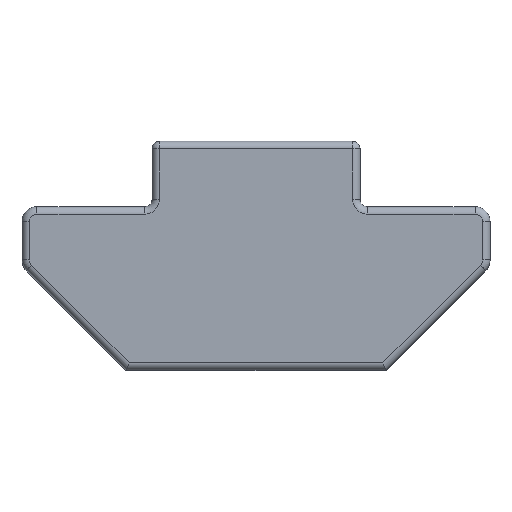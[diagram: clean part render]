
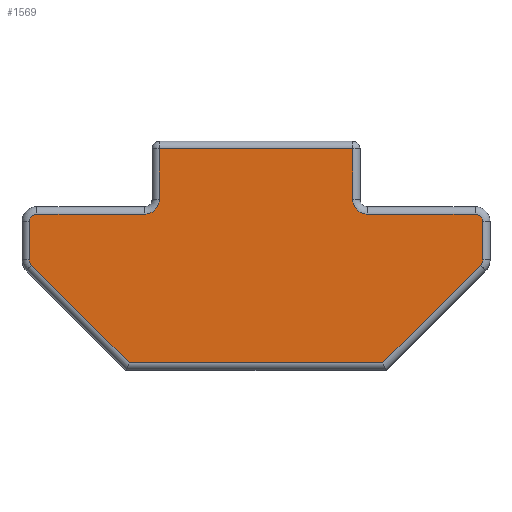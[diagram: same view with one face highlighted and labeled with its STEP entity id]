
A CAD part, top view. The second image highlights one B-rep face of the part: STEP entity #1569.
In plain terms, the highlighted planar face has unit normal (0, 0, 1).
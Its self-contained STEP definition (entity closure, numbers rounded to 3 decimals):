
#2 = VERTEX_POINT ( 'NONE', #485 ) ;
#3 = CIRCLE ( 'NONE', #328, 0.25 ) ;
#21 = EDGE_CURVE ( 'NONE', #2, #939, #971, .T. ) ;
#26 = CARTESIAN_POINT ( 'NONE',  ( -7.625, 3.707, 5. ) ) ;
#33 = EDGE_CURVE ( 'NONE', #1033, #1195, #1203, .T. ) ;
#49 = LINE ( 'NONE', #323, #794 ) ;
#54 = VERTEX_POINT ( 'NONE', #86 ) ;
#66 = DIRECTION ( 'NONE',  ( 0., 1., 0. ) ) ;
#79 = CIRCLE ( 'NONE', #1643, 0.5 ) ;
#80 = EDGE_CURVE ( 'NONE', #1039, #606, #1506, .T. ) ;
#86 = CARTESIAN_POINT ( 'NONE',  ( 3.25, 5.75, 5. ) ) ;
#91 = DIRECTION ( 'NONE',  ( 1., 0., 0. ) ) ;
#95 = ORIENTED_EDGE ( 'NONE', *, *, #1368, .T. ) ;
#96 = VECTOR ( 'NONE', #928, 1000. ) ;
#106 = FACE_OUTER_BOUND ( 'NONE', #867, .T. ) ;
#107 = CARTESIAN_POINT ( 'NONE',  ( 7.552, 3.53, 5. ) ) ;
#112 = DIRECTION ( 'NONE',  ( 0., 0., 1. ) ) ;
#121 = VERTEX_POINT ( 'NONE', #1279 ) ;
#132 = EDGE_CURVE ( 'NONE', #1523, #730, #3, .T. ) ;
#147 = CARTESIAN_POINT ( 'NONE',  ( 7.552, 3.53, 5. ) ) ;
#159 = LINE ( 'NONE', #107, #901 ) ;
#183 = LINE ( 'NONE', #945, #1525 ) ;
#225 = ORIENTED_EDGE ( 'NONE', *, *, #434, .T. ) ;
#233 = CARTESIAN_POINT ( 'NONE',  ( 7.375, 5., 5. ) ) ;
#236 = CIRCLE ( 'NONE', #1194, 0.25 ) ;
#244 = ORIENTED_EDGE ( 'NONE', *, *, #412, .T. ) ;
#250 = ORIENTED_EDGE ( 'NONE', *, *, #994, .T. ) ;
#258 = VECTOR ( 'NONE', #569, 1000. ) ;
#268 = ORIENTED_EDGE ( 'NONE', *, *, #21, .F. ) ;
#275 = ORIENTED_EDGE ( 'NONE', *, *, #1086, .F. ) ;
#286 = ORIENTED_EDGE ( 'NONE', *, *, #1006, .T. ) ;
#318 = EDGE_CURVE ( 'NONE', #1500, #1523, #183, .T. ) ;
#323 = CARTESIAN_POINT ( 'NONE',  ( 7.625, 5., 5. ) ) ;
#328 = AXIS2_PLACEMENT_3D ( 'NONE', #769, #112, #1667 ) ;
#340 = CARTESIAN_POINT ( 'NONE',  ( -7.375, 5.25, 5. ) ) ;
#353 = CARTESIAN_POINT ( 'NONE',  ( 3.75, 5.75, 5. ) ) ;
#369 = AXIS2_PLACEMENT_3D ( 'NONE', #1371, #615, #608 ) ;
#399 = LINE ( 'NONE', #1035, #96 ) ;
#412 = EDGE_CURVE ( 'NONE', #1455, #1039, #49, .T. ) ;
#434 = EDGE_CURVE ( 'NONE', #2, #859, #1222, .T. ) ;
#445 = VECTOR ( 'NONE', #1103, 1000. ) ;
#456 = CARTESIAN_POINT ( 'NONE',  ( 4.375, 0.25, 5. ) ) ;
#463 = DIRECTION ( 'NONE',  ( 0.707, -0.707, 0. ) ) ;
#475 = CARTESIAN_POINT ( 'NONE',  ( 3.25, 7.7, 5. ) ) ;
#481 = DIRECTION ( 'NONE',  ( 0., 0., 1. ) ) ;
#485 = CARTESIAN_POINT ( 'NONE',  ( -3.75, 5.25, 5. ) ) ;
#497 = DIRECTION ( 'NONE',  ( -1., 0., 0. ) ) ;
#502 = CARTESIAN_POINT ( 'NONE',  ( 3.75, 5.25, 5. ) ) ;
#507 = AXIS2_PLACEMENT_3D ( 'NONE', #1225, #481, #597 ) ;
#517 = CARTESIAN_POINT ( 'NONE',  ( -3.25, 7.45, 5. ) ) ;
#521 = DIRECTION ( 'NONE',  ( 0.707, 0.707, 0. ) ) ;
#569 = DIRECTION ( 'NONE',  ( 1., 0., 0. ) ) ;
#589 = VECTOR ( 'NONE', #497, 1000. ) ;
#597 = DIRECTION ( 'NONE',  ( 1., 0., 0. ) ) ;
#606 = VERTEX_POINT ( 'NONE', #1472 ) ;
#608 = DIRECTION ( 'NONE',  ( 1., 0., 0. ) ) ;
#615 = DIRECTION ( 'NONE',  ( 0., 0., 1. ) ) ;
#623 = PLANE ( 'NONE',  #631 ) ;
#628 = EDGE_CURVE ( 'NONE', #730, #917, #636, .T. ) ;
#631 = AXIS2_PLACEMENT_3D ( 'NONE', #757, #1646, #1135 ) ;
#633 = ORIENTED_EDGE ( 'NONE', *, *, #80, .T. ) ;
#636 = LINE ( 'NONE', #1277, #724 ) ;
#703 = LINE ( 'NONE', #475, #445 ) ;
#724 = VECTOR ( 'NONE', #463, 1000. ) ;
#730 = VERTEX_POINT ( 'NONE', #1668 ) ;
#743 = ORIENTED_EDGE ( 'NONE', *, *, #132, .T. ) ;
#745 = CARTESIAN_POINT ( 'NONE',  ( 7.375, 3.707, 5. ) ) ;
#753 = VECTOR ( 'NONE', #1633, 1000. ) ;
#757 = CARTESIAN_POINT ( 'NONE',  ( 0., 0., 5. ) ) ;
#769 = CARTESIAN_POINT ( 'NONE',  ( -7.375, 3.707, 5. ) ) ;
#772 = AXIS2_PLACEMENT_3D ( 'NONE', #233, #1674, #1532 ) ;
#786 = ORIENTED_EDGE ( 'NONE', *, *, #1527, .T. ) ;
#794 = VECTOR ( 'NONE', #66, 1000. ) ;
#824 = CARTESIAN_POINT ( 'NONE',  ( -7.625, 5., 5. ) ) ;
#846 = CARTESIAN_POINT ( 'NONE',  ( -7.375, 5.25, 5. ) ) ;
#859 = VERTEX_POINT ( 'NONE', #846 ) ;
#863 = CARTESIAN_POINT ( 'NONE',  ( 7.625, 5., 5. ) ) ;
#867 = EDGE_LOOP ( 'NONE', ( #1310, #743, #1038, #786, #1503, #1101, #244, #633, #95, #275, #286, #1002, #1153, #268, #225, #250 ) ) ;
#872 = CARTESIAN_POINT ( 'NONE',  ( -3.5, 7.45, 5. ) ) ;
#901 = VECTOR ( 'NONE', #521, 1000. ) ;
#917 = VERTEX_POINT ( 'NONE', #1453 ) ;
#928 = DIRECTION ( 'NONE',  ( 0., -1., 0. ) ) ;
#939 = VERTEX_POINT ( 'NONE', #1224 ) ;
#945 = CARTESIAN_POINT ( 'NONE',  ( -7.625, 3.707, 5. ) ) ;
#971 = CIRCLE ( 'NONE', #369, 0.5 ) ;
#994 = EDGE_CURVE ( 'NONE', #859, #1500, #1461, .T. ) ;
#1002 = ORIENTED_EDGE ( 'NONE', *, *, #33, .T. ) ;
#1006 = EDGE_CURVE ( 'NONE', #54, #1033, #703, .T. ) ;
#1033 = VERTEX_POINT ( 'NONE', #1097 ) ;
#1035 = CARTESIAN_POINT ( 'NONE',  ( -3.25, 5.5, 5. ) ) ;
#1038 = ORIENTED_EDGE ( 'NONE', *, *, #628, .T. ) ;
#1039 = VERTEX_POINT ( 'NONE', #863 ) ;
#1086 = EDGE_CURVE ( 'NONE', #54, #1539, #79, .T. ) ;
#1097 = CARTESIAN_POINT ( 'NONE',  ( 3.25, 7.45, 5. ) ) ;
#1101 = ORIENTED_EDGE ( 'NONE', *, *, #1570, .T. ) ;
#1103 = DIRECTION ( 'NONE',  ( 0., 1., 0. ) ) ;
#1132 = LINE ( 'NONE', #456, #258 ) ;
#1135 = DIRECTION ( 'NONE',  ( 1., 0., 0. ) ) ;
#1153 = ORIENTED_EDGE ( 'NONE', *, *, #1209, .T. ) ;
#1156 = EDGE_CURVE ( 'NONE', #121, #1620, #159, .T. ) ;
#1194 = AXIS2_PLACEMENT_3D ( 'NONE', #745, #1640, #91 ) ;
#1195 = VERTEX_POINT ( 'NONE', #517 ) ;
#1203 = LINE ( 'NONE', #872, #753 ) ;
#1209 = EDGE_CURVE ( 'NONE', #1195, #939, #399, .T. ) ;
#1222 = LINE ( 'NONE', #340, #1567 ) ;
#1224 = CARTESIAN_POINT ( 'NONE',  ( -3.25, 5.75, 5. ) ) ;
#1225 = CARTESIAN_POINT ( 'NONE',  ( -7.375, 5., 5. ) ) ;
#1277 = CARTESIAN_POINT ( 'NONE',  ( -4.198, 0.177, 5. ) ) ;
#1279 = CARTESIAN_POINT ( 'NONE',  ( 4.271, 0.25, 5. ) ) ;
#1310 = ORIENTED_EDGE ( 'NONE', *, *, #318, .T. ) ;
#1313 = DIRECTION ( 'NONE',  ( 0., -1., 0. ) ) ;
#1368 = EDGE_CURVE ( 'NONE', #606, #1539, #1603, .T. ) ;
#1371 = CARTESIAN_POINT ( 'NONE',  ( -3.75, 5.75, 5. ) ) ;
#1453 = CARTESIAN_POINT ( 'NONE',  ( -4.271, 0.25, 5. ) ) ;
#1455 = VERTEX_POINT ( 'NONE', #1604 ) ;
#1461 = CIRCLE ( 'NONE', #507, 0.25 ) ;
#1472 = CARTESIAN_POINT ( 'NONE',  ( 7.375, 5.25, 5. ) ) ;
#1500 = VERTEX_POINT ( 'NONE', #824 ) ;
#1503 = ORIENTED_EDGE ( 'NONE', *, *, #1156, .T. ) ;
#1506 = CIRCLE ( 'NONE', #772, 0.25 ) ;
#1512 = DIRECTION ( 'NONE',  ( 0., 0., 1. ) ) ;
#1523 = VERTEX_POINT ( 'NONE', #26 ) ;
#1525 = VECTOR ( 'NONE', #1313, 1000. ) ;
#1527 = EDGE_CURVE ( 'NONE', #917, #121, #1132, .T. ) ;
#1532 = DIRECTION ( 'NONE',  ( 1., 0., 0. ) ) ;
#1539 = VERTEX_POINT ( 'NONE', #502 ) ;
#1567 = VECTOR ( 'NONE', #1622, 1000. ) ;
#1569 = ADVANCED_FACE ( 'NONE', ( #106 ), #623, .T. ) ;
#1570 = EDGE_CURVE ( 'NONE', #1620, #1455, #236, .T. ) ;
#1603 = LINE ( 'NONE', #1644, #589 ) ;
#1604 = CARTESIAN_POINT ( 'NONE',  ( 7.625, 3.707, 5. ) ) ;
#1620 = VERTEX_POINT ( 'NONE', #147 ) ;
#1622 = DIRECTION ( 'NONE',  ( -1., 0., 0. ) ) ;
#1633 = DIRECTION ( 'NONE',  ( -1., 0., 0. ) ) ;
#1637 = DIRECTION ( 'NONE',  ( 1., 0., 0. ) ) ;
#1640 = DIRECTION ( 'NONE',  ( 0., 0., 1. ) ) ;
#1643 = AXIS2_PLACEMENT_3D ( 'NONE', #353, #1512, #1637 ) ;
#1644 = CARTESIAN_POINT ( 'NONE',  ( 3.5, 5.25, 5. ) ) ;
#1646 = DIRECTION ( 'NONE',  ( 0., 0., 1. ) ) ;
#1667 = DIRECTION ( 'NONE',  ( 1., 0., 0. ) ) ;
#1668 = CARTESIAN_POINT ( 'NONE',  ( -7.552, 3.53, 5. ) ) ;
#1674 = DIRECTION ( 'NONE',  ( 0., 0., 1. ) ) ;
